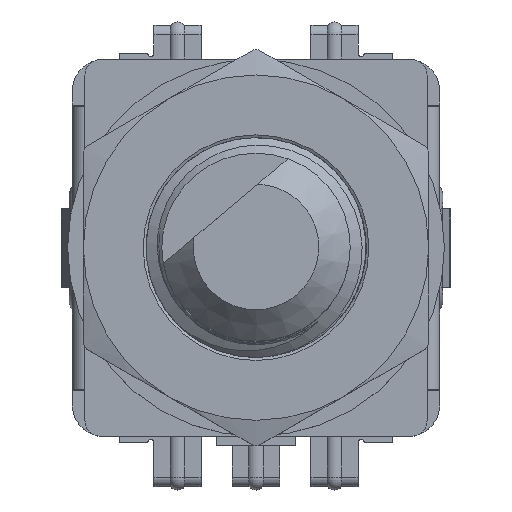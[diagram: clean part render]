
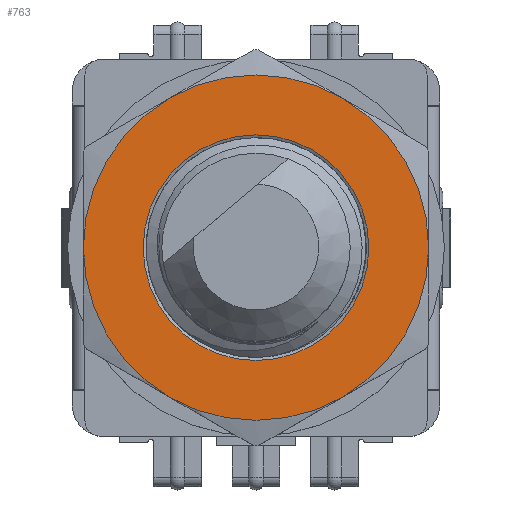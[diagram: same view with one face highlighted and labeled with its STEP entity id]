
A CAD part, top view. The second image highlights one B-rep face of the part: STEP entity #763.
In plain terms, the highlighted planar face has unit normal (0, 0, 1).
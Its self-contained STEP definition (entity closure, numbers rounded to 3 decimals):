
#763=ADVANCED_FACE('',(#9910,#9912),#9914,.T.);
#9910=FACE_BOUND('',#9911,.T.);
#9911=EDGE_LOOP('',(#14343,#14344,#14345,#14346,#14347,#14348));
#9912=FACE_BOUND('',#9913,.T.);
#9913=EDGE_LOOP('',(#14349));
#9914=PLANE('',#9915);
#9915=AXIS2_PLACEMENT_3D('',#9916,#9917,#9918);
#9916=CARTESIAN_POINT('',(0.,0.,3.3));
#9917=DIRECTION('',(0.,0.,1.));
#9918=DIRECTION('',(0.,-1.,0.));
#14343=ORIENTED_EDGE('',*,*,#16541,.F.);
#14344=ORIENTED_EDGE('',*,*,#16542,.F.);
#14345=ORIENTED_EDGE('',*,*,#16543,.F.);
#14346=ORIENTED_EDGE('',*,*,#16544,.F.);
#14347=ORIENTED_EDGE('',*,*,#16545,.F.);
#14348=ORIENTED_EDGE('',*,*,#16546,.F.);
#14349=ORIENTED_EDGE('',*,*,#16528,.T.);
#16528=EDGE_CURVE('',#17778,#17778,#17779,.T.);
#16541=EDGE_CURVE('',#17800,#17801,#17802,.T.);
#16542=EDGE_CURVE('',#17803,#17800,#17804,.T.);
#16543=EDGE_CURVE('',#17805,#17803,#17806,.T.);
#16544=EDGE_CURVE('',#17807,#17805,#17808,.T.);
#16545=EDGE_CURVE('',#17809,#17807,#17810,.T.);
#16546=EDGE_CURVE('',#17801,#17809,#17811,.T.);
#17778=VERTEX_POINT('',#21633);
#17779=CIRCLE('',#21634,3.594);
#17800=VERTEX_POINT('',#22140);
#17801=VERTEX_POINT('',#22141);
#17802=CIRCLE('',#22142,5.5);
#17803=VERTEX_POINT('',#22146);
#17804=CIRCLE('',#22147,5.5);
#17805=VERTEX_POINT('',#22151);
#17806=CIRCLE('',#22152,5.5);
#17807=VERTEX_POINT('',#22156);
#17808=CIRCLE('',#22157,5.5);
#17809=VERTEX_POINT('',#22161);
#17810=CIRCLE('',#22162,5.5);
#17811=CIRCLE('',#22166,5.5);
#21633=CARTESIAN_POINT('',(0.,-3.594,3.3));
#21634=AXIS2_PLACEMENT_3D('',#21635,#21636,#21637);
#21635=CARTESIAN_POINT('',(0.,0.,3.3));
#21636=DIRECTION('',(0.,0.,-1.));
#21637=DIRECTION('',(0.,-1.,0.));
#22140=CARTESIAN_POINT('',(5.5,0.,3.3));
#22141=CARTESIAN_POINT('',(2.75,-4.763,3.3));
#22142=AXIS2_PLACEMENT_3D('',#22143,#22144,#22145);
#22143=CARTESIAN_POINT('',(0.,0.,3.3));
#22144=DIRECTION('',(0.,0.,-1.));
#22145=DIRECTION('',(1.,0.,0.));
#22146=CARTESIAN_POINT('',(2.75,4.763,3.3));
#22147=AXIS2_PLACEMENT_3D('',#22148,#22149,#22150);
#22148=CARTESIAN_POINT('',(0.,0.,3.3));
#22149=DIRECTION('',(0.,0.,-1.));
#22150=DIRECTION('',(0.5,0.866,0.));
#22151=CARTESIAN_POINT('',(-2.75,4.763,3.3));
#22152=AXIS2_PLACEMENT_3D('',#22153,#22154,#22155);
#22153=CARTESIAN_POINT('',(0.,0.,3.3));
#22154=DIRECTION('',(0.,0.,-1.));
#22155=DIRECTION('',(-0.5,0.866,0.));
#22156=CARTESIAN_POINT('',(-5.5,0.,3.3));
#22157=AXIS2_PLACEMENT_3D('',#22158,#22159,#22160);
#22158=CARTESIAN_POINT('',(0.,0.,3.3));
#22159=DIRECTION('',(0.,0.,-1.));
#22160=DIRECTION('',(-1.,0.,0.));
#22161=CARTESIAN_POINT('',(-2.75,-4.763,3.3));
#22162=AXIS2_PLACEMENT_3D('',#22163,#22164,#22165);
#22163=CARTESIAN_POINT('',(0.,0.,3.3));
#22164=DIRECTION('',(0.,0.,-1.));
#22165=DIRECTION('',(-0.5,-0.866,0.));
#22166=AXIS2_PLACEMENT_3D('',#22167,#22168,#22169);
#22167=CARTESIAN_POINT('',(0.,0.,3.3));
#22168=DIRECTION('',(0.,0.,-1.));
#22169=DIRECTION('',(0.5,-0.866,0.));
